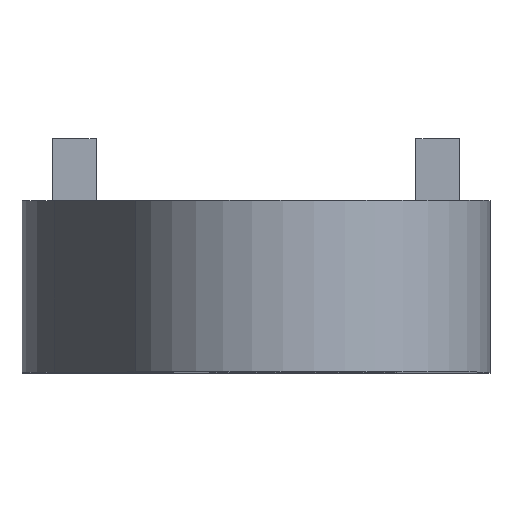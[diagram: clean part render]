
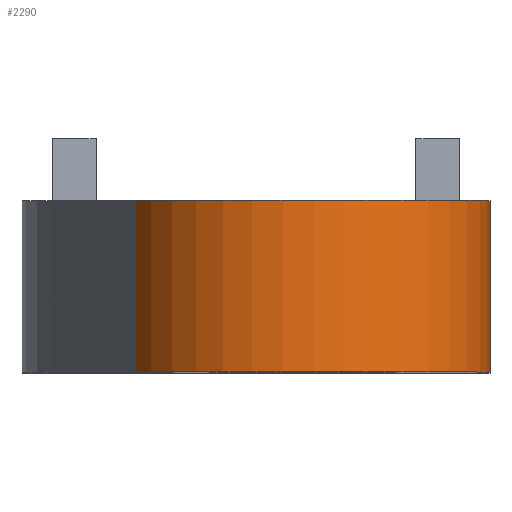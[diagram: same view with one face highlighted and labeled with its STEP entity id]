
A CAD part, top view. The second image highlights one B-rep face of the part: STEP entity #2290.
In plain terms, the highlighted cylindrical face has radius 12 mm (diameter 24 mm), a partial arc.
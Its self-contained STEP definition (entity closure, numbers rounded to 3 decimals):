
#215=FACE_OUTER_BOUND('',#339,.T.);
#339=EDGE_LOOP('',(#2014,#2015,#2016,#2017));
#637=LINE('',#3644,#934);
#639=LINE('',#3648,#936);
#934=VECTOR('',#2958,10.);
#936=VECTOR('',#2962,10.);
#977=CIRCLE('',#2334,12.);
#1000=CIRCLE('',#2439,12.);
#1007=VERTEX_POINT('',#3082);
#1013=VERTEX_POINT('',#3094);
#1204=VERTEX_POINT('',#3643);
#1205=VERTEX_POINT('',#3647);
#1226=EDGE_CURVE('',#1013,#1007,#977,.T.);
#1502=EDGE_CURVE('',#1013,#1204,#637,.T.);
#1504=EDGE_CURVE('',#1007,#1205,#639,.T.);
#1505=EDGE_CURVE('',#1205,#1204,#1000,.T.);
#2014=ORIENTED_EDGE('',*,*,#1504,.F.);
#2015=ORIENTED_EDGE('',*,*,#1226,.F.);
#2016=ORIENTED_EDGE('',*,*,#1502,.T.);
#2017=ORIENTED_EDGE('',*,*,#1505,.F.);
#2201=CYLINDRICAL_SURFACE('',#2438,12.);
#2290=ADVANCED_FACE('',(#215),#2201,.T.);
#2334=AXIS2_PLACEMENT_3D('',#3096,#2497,#2498);
#2438=AXIS2_PLACEMENT_3D('',#3646,#2960,#2961);
#2439=AXIS2_PLACEMENT_3D('',#3649,#2963,#2964);
#2497=DIRECTION('center_axis',(0.,1.,0.));
#2498=DIRECTION('ref_axis',(-0.896,0.,0.443));
#2958=DIRECTION('',(0.,-1.,0.));
#2960=DIRECTION('center_axis',(0.,-1.,0.));
#2961=DIRECTION('ref_axis',(-0.896,0.,0.443));
#2962=DIRECTION('',(0.,-1.,0.));
#2963=DIRECTION('center_axis',(0.,-1.,0.));
#2964=DIRECTION('ref_axis',(-0.896,0.,0.443));
#3082=CARTESIAN_POINT('',(30.,-8.,49.));
#3094=CARTESIAN_POINT('',(7.244,-8.,54.321));
#3096=CARTESIAN_POINT('Origin',(18.,-8.,49.));
#3643=CARTESIAN_POINT('',(7.244,-19.,54.321));
#3644=CARTESIAN_POINT('',(7.244,-8.,54.321));
#3646=CARTESIAN_POINT('Origin',(18.,-8.,49.));
#3647=CARTESIAN_POINT('',(30.,-19.,49.));
#3648=CARTESIAN_POINT('',(30.,-8.,49.));
#3649=CARTESIAN_POINT('Origin',(18.,-19.,49.));
